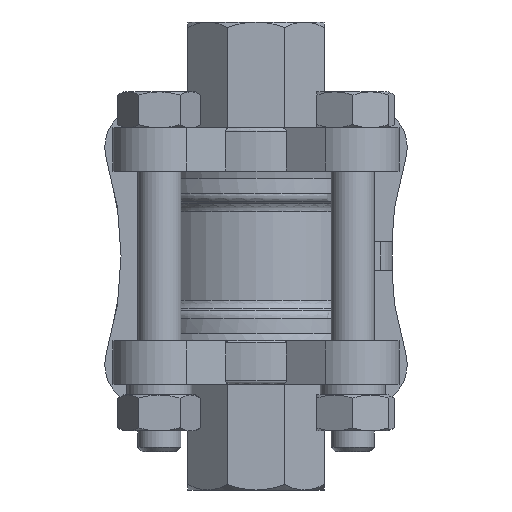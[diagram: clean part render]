
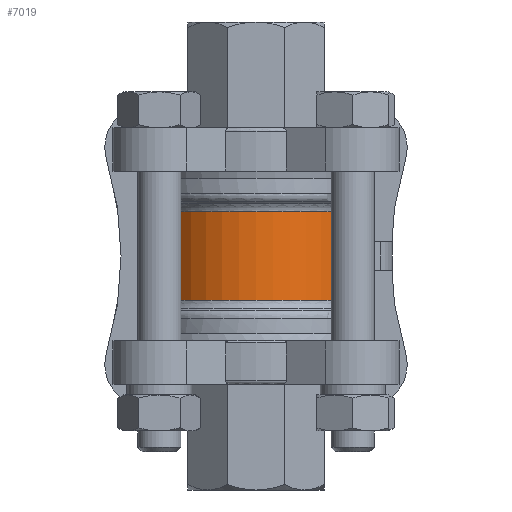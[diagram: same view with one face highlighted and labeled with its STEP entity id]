
A CAD part, front view. The second image highlights one B-rep face of the part: STEP entity #7019.
In plain terms, the highlighted cylindrical face has radius 14.05 mm (diameter 28.1 mm), a partial arc.
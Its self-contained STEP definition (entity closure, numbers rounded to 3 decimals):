
#97=LINE('',#11250,#484);
#98=LINE('',#11254,#485);
#484=VECTOR('',#8609,1000.);
#485=VECTOR('',#8612,1000.);
#804=CYLINDRICAL_SURFACE('',#7578,14.05);
#1303=CIRCLE('',#7574,14.05);
#1305=CIRCLE('',#7579,14.05);
#1915=ORIENTED_EDGE('',*,*,#4012,.T.);
#1916=ORIENTED_EDGE('',*,*,#4020,.T.);
#1917=ORIENTED_EDGE('',*,*,#4021,.F.);
#1918=ORIENTED_EDGE('',*,*,#4022,.F.);
#4012=EDGE_CURVE('',#5043,#5042,#1303,.T.);
#4020=EDGE_CURVE('',#5042,#5049,#97,.T.);
#4021=EDGE_CURVE('',#5050,#5049,#1305,.T.);
#4022=EDGE_CURVE('',#5043,#5050,#98,.T.);
#5042=VERTEX_POINT('',#11214);
#5043=VERTEX_POINT('',#11216);
#5049=VERTEX_POINT('',#11251);
#5050=VERTEX_POINT('',#11253);
#5930=EDGE_LOOP('',(#1915,#1916,#1917,#1918));
#6469=FACE_BOUND('',#5930,.T.);
#7019=ADVANCED_FACE('',(#6469),#804,.T.);
#7574=AXIS2_PLACEMENT_3D('',#11215,#8599,#8600);
#7578=AXIS2_PLACEMENT_3D('',#11249,#8607,#8608);
#7579=AXIS2_PLACEMENT_3D('',#11252,#8610,#8611);
#8599=DIRECTION('',(0.,0.,-1.));
#8600=DIRECTION('',(-1.,0.,0.));
#8607=DIRECTION('',(0.,0.,-1.));
#8608=DIRECTION('',(-1.,0.,0.));
#8609=DIRECTION('',(0.,0.,-1.));
#8610=DIRECTION('',(0.,0.,-1.));
#8611=DIRECTION('',(-1.,0.,0.));
#8612=DIRECTION('',(0.,0.,-1.));
#11214=CARTESIAN_POINT('',(-13.172,-4.888,6.179));
#11215=CARTESIAN_POINT('',(0.,0.,6.179));
#11216=CARTESIAN_POINT('',(13.172,-4.888,6.179));
#11249=CARTESIAN_POINT('',(0.,0.,-17.8));
#11250=CARTESIAN_POINT('',(-13.172,-4.888,10.8));
#11251=CARTESIAN_POINT('',(-13.172,-4.888,-6.179));
#11252=CARTESIAN_POINT('',(0.,0.,-6.179));
#11253=CARTESIAN_POINT('',(13.172,-4.888,-6.179));
#11254=CARTESIAN_POINT('',(13.172,-4.888,10.8));
